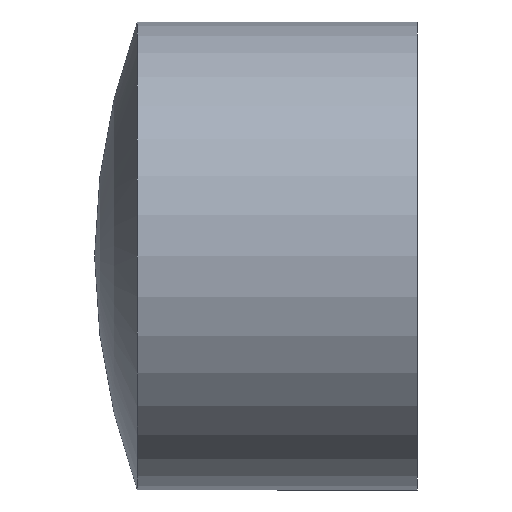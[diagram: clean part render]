
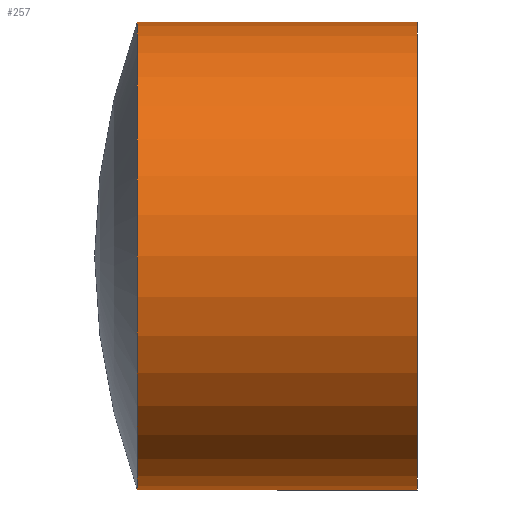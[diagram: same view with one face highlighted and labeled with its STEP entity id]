
A CAD part, left-side view. The second image highlights one B-rep face of the part: STEP entity #257.
In plain terms, the highlighted cylindrical face has radius 112.5 mm (diameter 225 mm), a partial arc.
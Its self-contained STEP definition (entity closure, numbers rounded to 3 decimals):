
#4 = DIRECTION ( 'NONE',  ( 0., 0., -1. ) ) ;
#8 = DIRECTION ( 'NONE',  ( 0., -1., 0. ) ) ;
#9 = CARTESIAN_POINT ( 'NONE',  ( 0., 134.671, 0. ) ) ;
#16 = CARTESIAN_POINT ( 'NONE',  ( 0., 0., 0. ) ) ;
#18 = DIRECTION ( 'NONE',  ( 0., 0., -1. ) ) ;
#19 = DIRECTION ( 'NONE',  ( 0., -1., 0. ) ) ;
#20 = CARTESIAN_POINT ( 'NONE',  ( 0., 0., 0. ) ) ;
#21 = CYLINDRICAL_SURFACE ( 'NONE', #107, 112.5 ) ;
#22 = FACE_OUTER_BOUND ( 'NONE', #255, .T. ) ;
#32 = CARTESIAN_POINT ( 'NONE',  ( 0., 0., 112.5 ) ) ;
#47 = CARTESIAN_POINT ( 'NONE',  ( 0., 134.671, -112.5 ) ) ;
#49 = CARTESIAN_POINT ( 'NONE',  ( 0., 0., -112.5 ) ) ;
#50 = ORIENTED_EDGE ( 'NONE', *, *, #191, .T. ) ;
#73 = DIRECTION ( 'NONE',  ( 0., -1., 0. ) ) ;
#74 = CARTESIAN_POINT ( 'NONE',  ( 0., 0., -112.5 ) ) ;
#75 = LINE ( 'NONE', #74, #154 ) ;
#77 = CARTESIAN_POINT ( 'NONE',  ( 0., 134.671, 112.5 ) ) ;
#90 = AXIS2_PLACEMENT_3D ( 'NONE', #9, #8, #4 ) ;
#95 = CIRCLE ( 'NONE', #90, 112.5 ) ;
#105 = AXIS2_PLACEMENT_3D ( 'NONE', #16, #266, #302 ) ;
#107 = AXIS2_PLACEMENT_3D ( 'NONE', #20, #19, #18 ) ;
#108 = CIRCLE ( 'NONE', #105, 112.5 ) ;
#111 = DIRECTION ( 'NONE',  ( 0., -1., 0. ) ) ;
#113 = CARTESIAN_POINT ( 'NONE',  ( 0., 0., 112.5 ) ) ;
#114 = LINE ( 'NONE', #113, #192 ) ;
#128 = EDGE_CURVE ( 'NONE', #178, #250, #114, .T. ) ;
#154 = VECTOR ( 'NONE', #73, 1000. ) ;
#178 = VERTEX_POINT ( 'NONE', #77 ) ;
#179 = ORIENTED_EDGE ( 'NONE', *, *, #261, .F. ) ;
#187 = ORIENTED_EDGE ( 'NONE', *, *, #267, .T. ) ;
#188 = ORIENTED_EDGE ( 'NONE', *, *, #128, .F. ) ;
#191 = EDGE_CURVE ( 'NONE', #234, #230, #75, .T. ) ;
#192 = VECTOR ( 'NONE', #111, 1000. ) ;
#230 = VERTEX_POINT ( 'NONE', #49 ) ;
#234 = VERTEX_POINT ( 'NONE', #47 ) ;
#250 = VERTEX_POINT ( 'NONE', #32 ) ;
#255 = EDGE_LOOP ( 'NONE', ( #188, #187, #50, #179 ) ) ;
#257 = ADVANCED_FACE ( 'NONE', ( #22 ), #21, .T. ) ;
#261 = EDGE_CURVE ( 'NONE', #250, #230, #108, .T. ) ;
#266 = DIRECTION ( 'NONE',  ( 0., -1., 0. ) ) ;
#267 = EDGE_CURVE ( 'NONE', #178, #234, #95, .T. ) ;
#302 = DIRECTION ( 'NONE',  ( 0., 0., -1. ) ) ;
